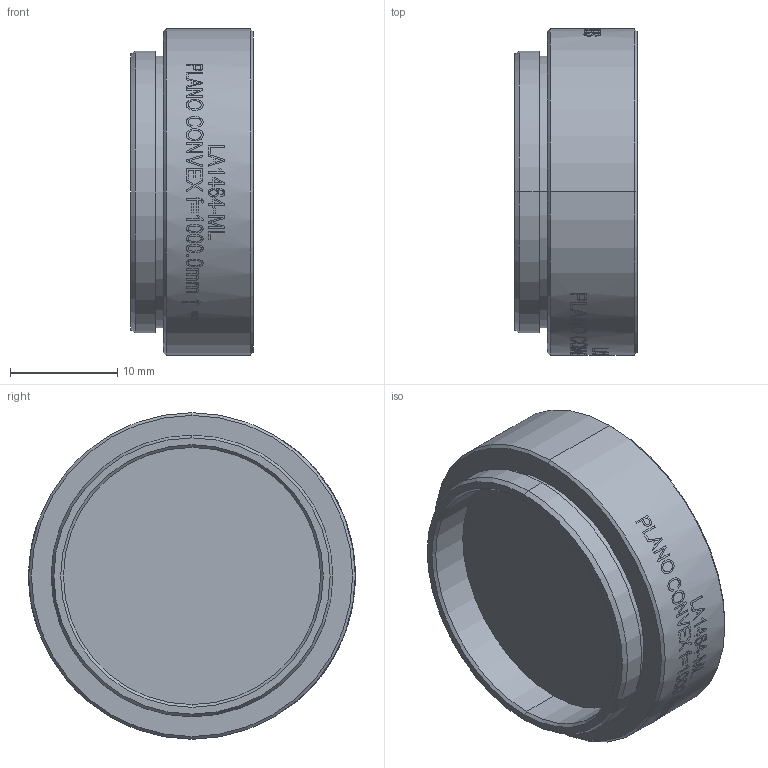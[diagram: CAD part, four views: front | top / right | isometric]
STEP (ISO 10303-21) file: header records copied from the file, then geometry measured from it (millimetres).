
FILE_DESCRIPTION (( 'STEP AP203' ), '1' );
FILE_NAME ('TTN039594-E0W.STEP', '2015-06-30T17:55:48', ( 'admin' ), ( '' ), 'SwSTEP 2.0', 'SolidWorks 2014', '' );
FILE_SCHEMA (( 'CONFIG_CONTROL_DESIGN' ));
Length unit declared in the file: inch
Products named in the file (1): TTN039594-E0W
Bounding box: 11.43 x 30.48 x 30.48 mm (x, y, z)
Volume: 3131 mm3; surface area: 4312.1 mm2
Topology: 3 solids, 3 shells, 122 faces, 601 edges, 548 vertices
Faces by surface type: cylinder 78, cone 22, plane 20, sphere 2
Entity records: 10049 total; most frequent: CARTESIAN_POINT 5143, ORIENTED_EDGE 1202, DIRECTION 779, EDGE_CURVE 601, VERTEX_POINT 548, AXIS2_PLACEMENT_3D 313, B_SPLINE_CURVE_WITH_KNOTS 258, CIRCLE 190
